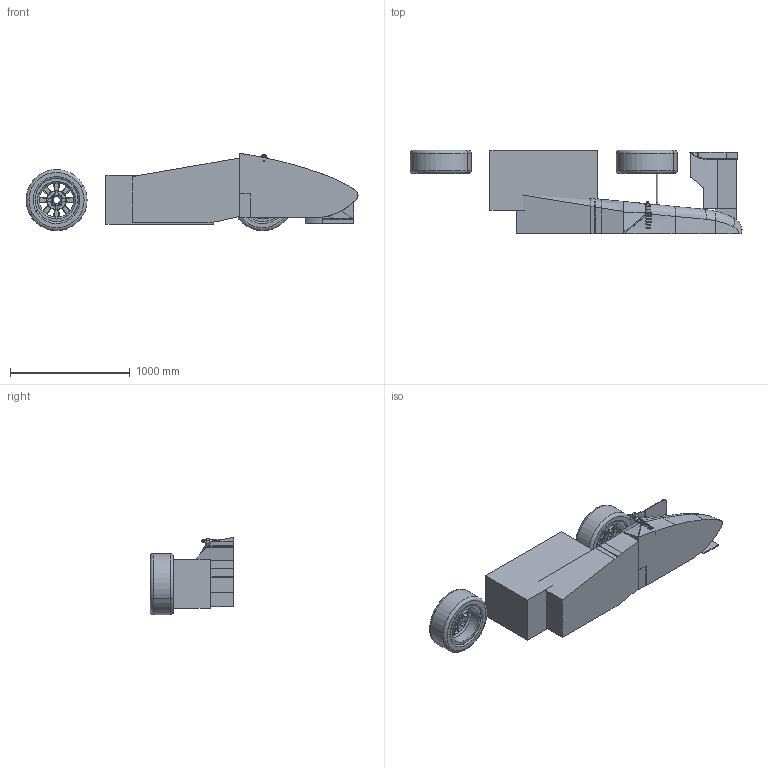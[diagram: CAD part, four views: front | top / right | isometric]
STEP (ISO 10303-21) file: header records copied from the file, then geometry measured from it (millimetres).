
FILE_DESCRIPTION(('CATIA V5 STEP Exchange'),'2;1');
FILE_NAME('2018 sidepontoon assenbly2.stp','2018-02-24T07:05:17+00:00',('none'),('none'),'CATIA Version 5 Release 17 (IN-10)','CATIA V5 STEP AP203','none');
FILE_SCHEMA(('CONFIG_CONTROL_DESIGN'));
Length unit declared in the file: millimetre
Products named in the file (9): Product1; AssyTsutsui2018; Symmetry of DamperAssy 155; Symmetry of PHS 8EC.5; damperassy; TieRodAssy; SRodEnd1.0Assy; POS 8EC.1; F-wing
Assembly tree (29 placements, depth 6):
  Product1
    #56
    AssyTsutsui2018
      #237  x2
      Symmetry of DamperAssy 155
        #11326
        #12516
        Symmetry of PHS 8EC.5
          #15987
          #17069
        damperassy
      TieRodAssy
        #17404
        SRodEnd1.0Assy  x2
          #17584
          #17951
          POS 8EC.1
            #18505
            #19605
    #19956
    #21855
    F-wing
      #24186
      #24559
      #25239
      #25789
    #26186
    #26209
Bounding box: 2770.02 x 697 x 644.99 mm (x, y, z)
Volume: 403877475.8 mm3; surface area: 9350500.4 mm2
Topology: 25 solids, 25 shells, 1048 faces, 2612 edges, 1645 vertices
Faces by surface type: cylinder 366, plane 358, torus 142, bspline 91, cone 54, sphere 20, revolution 14, extrusion 3
Entity records: 26299 total; most frequent: CARTESIAN_POINT 11853, ORIENTED_EDGE 3206, DIRECTION 2210, EDGE_CURVE 1603, AXIS2_PLACEMENT_3D 1086, VERTEX_POINT 1009, EDGE_LOOP 724, ADVANCED_FACE 654
